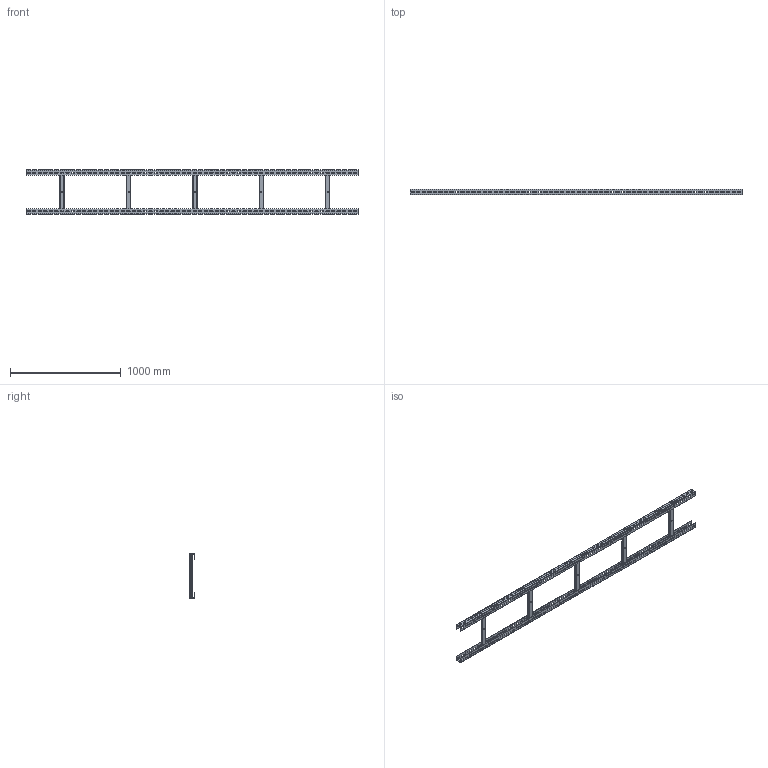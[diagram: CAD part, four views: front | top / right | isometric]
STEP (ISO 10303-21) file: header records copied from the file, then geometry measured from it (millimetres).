
FILE_DESCRIPTION((''),'2;1');
FILE_NAME('6010482_ASM','2012-08-21T',('AndreasKeweloh'),(''),'PRO/ENGINEER BY PARAMETRIC TECHNOLOGY CORPORATION, 2012130','PRO/ENGINEER BY PARAMETRIC TECHNOLOGY CORPORATION, 2012130','');
FILE_SCHEMA(('CONFIG_CONTROL_DESIGN'));
Length unit declared in the file: millimetre
Products named in the file (3): KTS_01_021-001_US_5__L_3000_; KTS_12_006-004_C_40_L_392; 6010482_ASM
Assembly tree (7 placements, depth 2):
  6010482_ASM
    KTS_01_021-001_US_5__L_3000_  x2
    KTS_12_006-004_C_40_L_392  x5
Bounding box: 3000 x 50 x 400 mm (x, y, z)
Volume: 2250366.1 mm3; surface area: 1985863.8 mm2
Topology: 7 solids, 7 shells, 2774 faces, 9643 edges, 7138 vertices
Faces by surface type: plane 1456, cylinder 1158, extrusion 160
Entity records: 48531 total; most frequent: CARTESIAN_POINT 10249, ORIENTED_EDGE 8374, DIRECTION 7587, EDGE_CURVE 4187, VERTEX_POINT 3170, VECTOR 2811, LINE 2779, AXIS2_PLACEMENT_3D 2388
